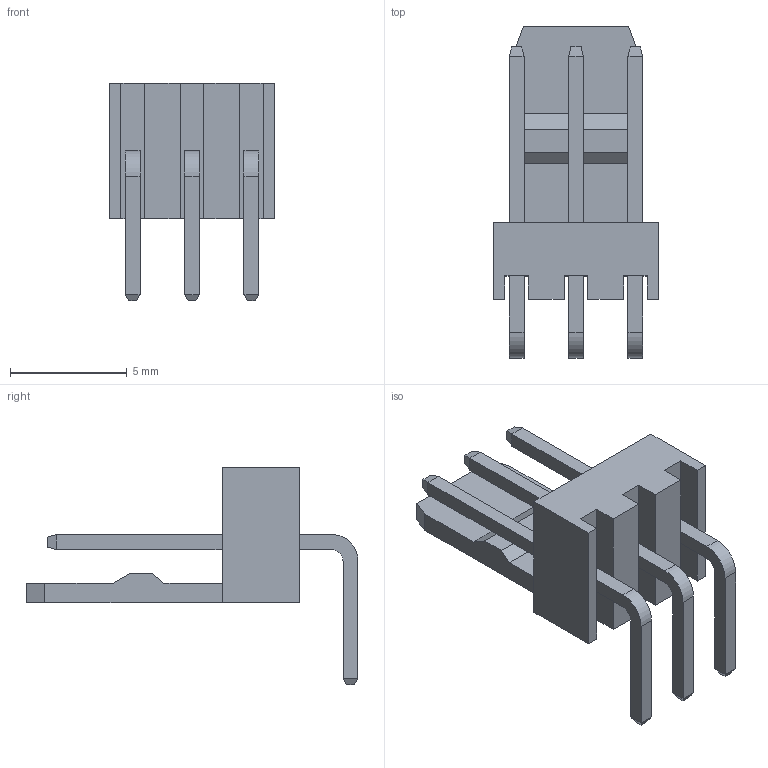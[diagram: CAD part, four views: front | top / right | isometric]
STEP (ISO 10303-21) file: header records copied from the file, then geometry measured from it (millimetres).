
FILE_DESCRIPTION (( 'STEP AP214' ), '1' );
FILE_NAME ('3 pin fan.STEP', '2020-01-31T16:55:46', ( '' ), ( '' ), 'SwSTEP 2.0', 'SolidWorks 2017', '' );
FILE_SCHEMA (( 'AUTOMOTIVE_DESIGN' ));
Length unit declared in the file: millimetre
Products named in the file (1): 3 pin fan
Bounding box: 7.08 x 14.2 x 9.3 mm (x, y, z)
Volume: 177.1 mm3; surface area: 455.5 mm2
Topology: 4 solids, 4 shells, 94 faces, 234 edges, 148 vertices
Faces by surface type: plane 88, cylinder 6
Entity records: 3165 total; most frequent: CARTESIAN_POINT 477, ORIENTED_EDGE 468, DIRECTION 436, EDGE_CURVE 234, LINE 222, VECTOR 222, VERTEX_POINT 148, AXIS2_PLACEMENT_3D 107
